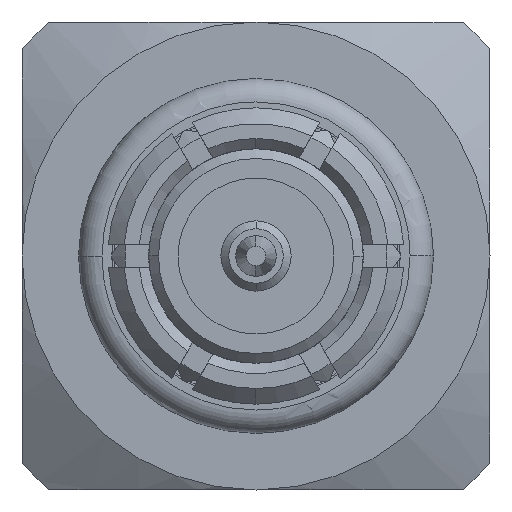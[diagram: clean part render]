
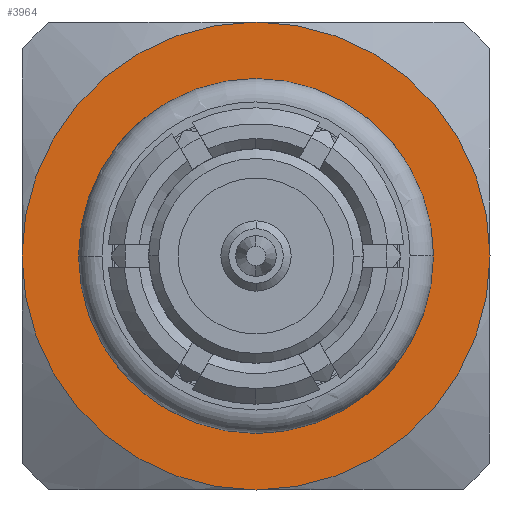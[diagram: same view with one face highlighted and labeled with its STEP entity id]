
A CAD part, left-side view. The second image highlights one B-rep face of the part: STEP entity #3964.
In plain terms, the highlighted planar face has unit normal (-1, 0, 0).
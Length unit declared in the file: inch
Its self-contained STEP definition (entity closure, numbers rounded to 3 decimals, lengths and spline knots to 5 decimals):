
#53 = AXIS2_PLACEMENT_3D ( 'NONE', #6130, #2717, #5693 ) ;
#268 = DIRECTION ( 'NONE',  ( 0., 0., -1. ) ) ;
#271 = EDGE_LOOP ( 'NONE', ( #4197, #458 ) ) ;
#458 = ORIENTED_EDGE ( 'NONE', *, *, #6865, .T. ) ;
#493 = AXIS2_PLACEMENT_3D ( 'NONE', #6210, #7001, #5315 ) ;
#535 = DIRECTION ( 'NONE',  ( 0., 0., -1. ) ) ;
#722 = VERTEX_POINT ( 'NONE', #2947 ) ;
#879 = EDGE_CURVE ( 'NONE', #3741, #3841, #1746, .T. ) ;
#900 = EDGE_CURVE ( 'NONE', #3841, #2294, #3947, .T. ) ;
#1138 = VERTEX_POINT ( 'NONE', #6460 ) ;
#1342 = CIRCLE ( 'NONE', #5953, 0.08957 ) ;
#1746 = CIRCLE ( 'NONE', #6289, 0.11811 ) ;
#1757 = AXIS2_PLACEMENT_3D ( 'NONE', #2383, #6354, #268 ) ;
#2141 = ORIENTED_EDGE ( 'NONE', *, *, #879, .F. ) ;
#2245 = EDGE_CURVE ( 'NONE', #4471, #3741, #3384, .T. ) ;
#2294 = VERTEX_POINT ( 'NONE', #6583 ) ;
#2322 = CARTESIAN_POINT ( 'NONE',  ( 0.03937, 0., 0. ) ) ;
#2383 = CARTESIAN_POINT ( 'NONE',  ( 0.03937, 0., 0. ) ) ;
#2668 = EDGE_CURVE ( 'NONE', #2294, #4471, #6944, .T. ) ;
#2702 = EDGE_CURVE ( 'NONE', #722, #1138, #1342, .T. ) ;
#2717 = DIRECTION ( 'NONE',  ( 1., 0., 0. ) ) ;
#2947 = CARTESIAN_POINT ( 'NONE',  ( 0.03937, 0., -0.08957 ) ) ;
#3028 = ORIENTED_EDGE ( 'NONE', *, *, #2245, .F. ) ;
#3384 = CIRCLE ( 'NONE', #53, 0.11811 ) ;
#3700 = CARTESIAN_POINT ( 'NONE',  ( 0.03937, 0.11811, 0. ) ) ;
#3741 = VERTEX_POINT ( 'NONE', #4896 ) ;
#3833 = ORIENTED_EDGE ( 'NONE', *, *, #2668, .F. ) ;
#3841 = VERTEX_POINT ( 'NONE', #3700 ) ;
#3942 = AXIS2_PLACEMENT_3D ( 'NONE', #6425, #6058, #535 ) ;
#3947 = CIRCLE ( 'NONE', #3942, 0.11811 ) ;
#3964 = ADVANCED_FACE ( 'NONE', ( #5275, #7019 ), #4770, .T. ) ;
#4197 = ORIENTED_EDGE ( 'NONE', *, *, #2702, .T. ) ;
#4206 = DIRECTION ( 'NONE',  ( 1., 0., 0. ) ) ;
#4471 = VERTEX_POINT ( 'NONE', #4714 ) ;
#4477 = AXIS2_PLACEMENT_3D ( 'NONE', #2322, #4206, #6488 ) ;
#4553 = DIRECTION ( 'NONE',  ( 1., 0., 0. ) ) ;
#4703 = EDGE_LOOP ( 'NONE', ( #5675, #2141, #3028, #3833 ) ) ;
#4704 = CARTESIAN_POINT ( 'NONE',  ( 0.03937, 0., 0. ) ) ;
#4714 = CARTESIAN_POINT ( 'NONE',  ( 0.03937, -0.11811, 0. ) ) ;
#4770 = PLANE ( 'NONE',  #493 ) ;
#4896 = CARTESIAN_POINT ( 'NONE',  ( 0.03937, 0., -0.11811 ) ) ;
#5275 = FACE_OUTER_BOUND ( 'NONE', #4703, .T. ) ;
#5315 = DIRECTION ( 'NONE',  ( 0., 0., 1. ) ) ;
#5675 = ORIENTED_EDGE ( 'NONE', *, *, #900, .F. ) ;
#5680 = CARTESIAN_POINT ( 'NONE',  ( 0.03937, 0., 0. ) ) ;
#5693 = DIRECTION ( 'NONE',  ( 0., 0., -1. ) ) ;
#5760 = DIRECTION ( 'NONE',  ( 0., 0., -1. ) ) ;
#5944 = DIRECTION ( 'NONE',  ( 1., 0., 0. ) ) ;
#5953 = AXIS2_PLACEMENT_3D ( 'NONE', #5680, #5944, #6552 ) ;
#6058 = DIRECTION ( 'NONE',  ( 1., 0., 0. ) ) ;
#6130 = CARTESIAN_POINT ( 'NONE',  ( 0.03937, 0., 0. ) ) ;
#6210 = CARTESIAN_POINT ( 'NONE',  ( 0.03937, 0.10384, 0. ) ) ;
#6289 = AXIS2_PLACEMENT_3D ( 'NONE', #4704, #4553, #5760 ) ;
#6354 = DIRECTION ( 'NONE',  ( 1., 0., 0. ) ) ;
#6425 = CARTESIAN_POINT ( 'NONE',  ( 0.03937, 0., 0. ) ) ;
#6460 = CARTESIAN_POINT ( 'NONE',  ( 0.03937, 0., 0.08957 ) ) ;
#6488 = DIRECTION ( 'NONE',  ( 0., 0., -1. ) ) ;
#6552 = DIRECTION ( 'NONE',  ( 0., 0., -1. ) ) ;
#6583 = CARTESIAN_POINT ( 'NONE',  ( 0.03937, 0., 0.11811 ) ) ;
#6865 = EDGE_CURVE ( 'NONE', #1138, #722, #6914, .T. ) ;
#6914 = CIRCLE ( 'NONE', #1757, 0.08957 ) ;
#6944 = CIRCLE ( 'NONE', #4477, 0.11811 ) ;
#7001 = DIRECTION ( 'NONE',  ( -1., 0., 0. ) ) ;
#7019 = FACE_BOUND ( 'NONE', #271, .T. ) ;
